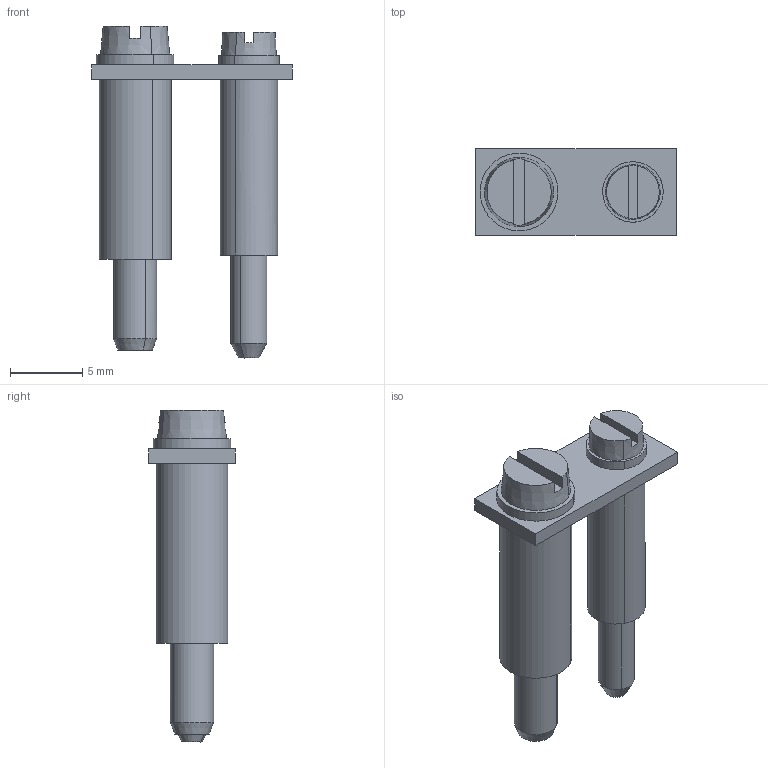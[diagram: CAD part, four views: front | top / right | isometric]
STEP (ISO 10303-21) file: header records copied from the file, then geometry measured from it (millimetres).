
FILE_DESCRIPTION(('CATIA V5R19 STEP'),'2;1');
FILE_NAME ('5825300_3_1859620000_1859620000_S.stp','2014-09-26T09:07:43+00:00',('none'),('Weidmueller'),'CATIA Version 5 Release 20 SP 5 (IN-10)','CATIA V5 STEP AP214','none');
FILE_SCHEMA(('AUTOMOTIVE_DESIGN { 1 0 10303 214 1 1 1 1 }'));
Length unit declared in the file: millimetre
Products named in the file (1): 1859620000_Q_WDU10-2-5_SET
Bounding box: 13.9 x 6 x 23.05 mm (x, y, z)
Volume: 628 mm3; surface area: 758.6 mm2
Topology: 1 solids, 1 shells, 45 faces, 98 edges, 64 vertices
Faces by surface type: plane 23, cylinder 14, cone 8
Entity records: 1234 total; most frequent: CARTESIAN_POINT 253, ORIENTED_EDGE 196, DIRECTION 171, EDGE_CURVE 98, AXIS2_PLACEMENT_3D 88, VERTEX_POINT 64, EDGE_LOOP 54, ADVANCED_FACE 45
